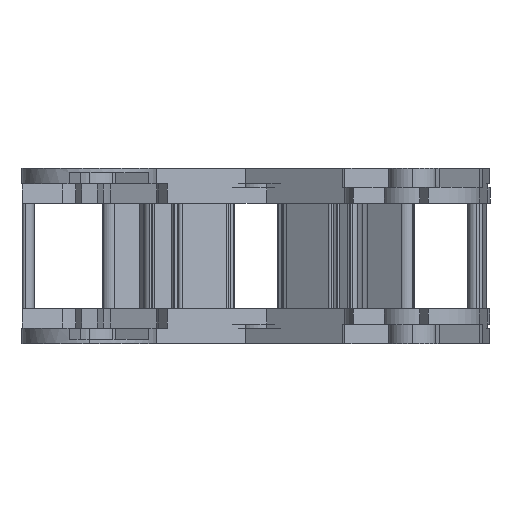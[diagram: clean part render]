
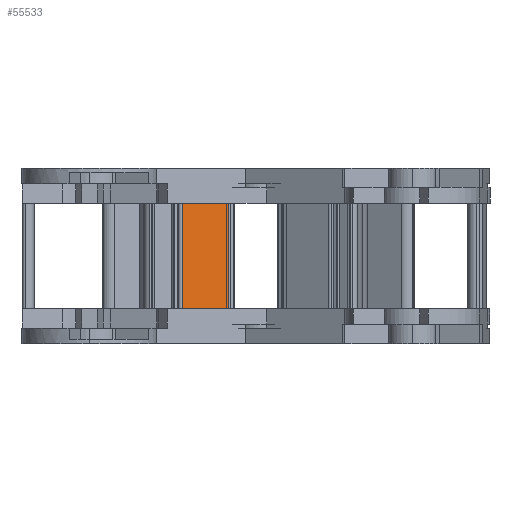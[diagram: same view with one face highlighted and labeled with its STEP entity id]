
A CAD part, left-side view. The second image highlights one B-rep face of the part: STEP entity #55533.
In plain terms, the highlighted planar face has unit normal (-0.875, -0.484, 0).
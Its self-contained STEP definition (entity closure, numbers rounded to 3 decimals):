
#7769 = CARTESIAN_POINT ( 'NONE',  ( -3.896, -15.875, 0. ) ) ;
#8652 = DIRECTION ( 'NONE',  ( -0.875, -0.484, 0. ) ) ;
#10498 = LINE ( 'NONE', #37913, #38933 ) ;
#13687 = VECTOR ( 'NONE', #81562, 1000. ) ;
#17596 = VECTOR ( 'NONE', #88581, 1000. ) ;
#25283 = CARTESIAN_POINT ( 'NONE',  ( 0.464, -23.749, 0. ) ) ;
#25760 = DIRECTION ( 'NONE',  ( 0.484, -0.875, 0. ) ) ;
#27272 = VECTOR ( 'NONE', #81177, 1000. ) ;
#29280 = EDGE_LOOP ( 'NONE', ( #66706, #85446, #48097, #33821 ) ) ;
#32859 = VERTEX_POINT ( 'NONE', #53984 ) ;
#32901 = LINE ( 'NONE', #25283, #17596 ) ;
#33289 = VERTEX_POINT ( 'NONE', #57718 ) ;
#33821 = ORIENTED_EDGE ( 'NONE', *, *, #79699, .T. ) ;
#33954 = CARTESIAN_POINT ( 'NONE',  ( -1.716, -19.812, 0. ) ) ;
#37913 = CARTESIAN_POINT ( 'NONE',  ( -3.896, -15.875, -18. ) ) ;
#38933 = VECTOR ( 'NONE', #25760, 1000. ) ;
#41942 = PLANE ( 'NONE',  #81344 ) ;
#42726 = EDGE_CURVE ( 'NONE', #84675, #78568, #32901, .T. ) ;
#43723 = DIRECTION ( 'NONE',  ( 0., 0., -1. ) ) ;
#46186 = CARTESIAN_POINT ( 'NONE',  ( -3.896, -15.875, 0. ) ) ;
#47915 = LINE ( 'NONE', #46186, #27272 ) ;
#48097 = ORIENTED_EDGE ( 'NONE', *, *, #42726, .T. ) ;
#50450 = FACE_OUTER_BOUND ( 'NONE', #29280, .T. ) ;
#53984 = CARTESIAN_POINT ( 'NONE',  ( -3.896, -15.875, 0. ) ) ;
#54152 = LINE ( 'NONE', #33954, #13687 ) ;
#55533 = ADVANCED_FACE ( 'NONE', ( #50450 ), #41942, .T. ) ;
#57224 = EDGE_CURVE ( 'NONE', #32859, #33289, #47915, .T. ) ;
#57718 = CARTESIAN_POINT ( 'NONE',  ( -3.896, -15.875, -18. ) ) ;
#66706 = ORIENTED_EDGE ( 'NONE', *, *, #57224, .T. ) ;
#78568 = VERTEX_POINT ( 'NONE', #82872 ) ;
#78994 = CARTESIAN_POINT ( 'NONE',  ( 0.464, -23.749, -18. ) ) ;
#79699 = EDGE_CURVE ( 'NONE', #78568, #32859, #54152, .T. ) ;
#81177 = DIRECTION ( 'NONE',  ( 0., 0., -1. ) ) ;
#81344 = AXIS2_PLACEMENT_3D ( 'NONE', #7769, #8652, #43723 ) ;
#81562 = DIRECTION ( 'NONE',  ( -0.484, 0.875, 0. ) ) ;
#82872 = CARTESIAN_POINT ( 'NONE',  ( 0.464, -23.749, 0. ) ) ;
#84675 = VERTEX_POINT ( 'NONE', #78994 ) ;
#85446 = ORIENTED_EDGE ( 'NONE', *, *, #85747, .T. ) ;
#85747 = EDGE_CURVE ( 'NONE', #33289, #84675, #10498, .T. ) ;
#88581 = DIRECTION ( 'NONE',  ( 0., 0., 1. ) ) ;
